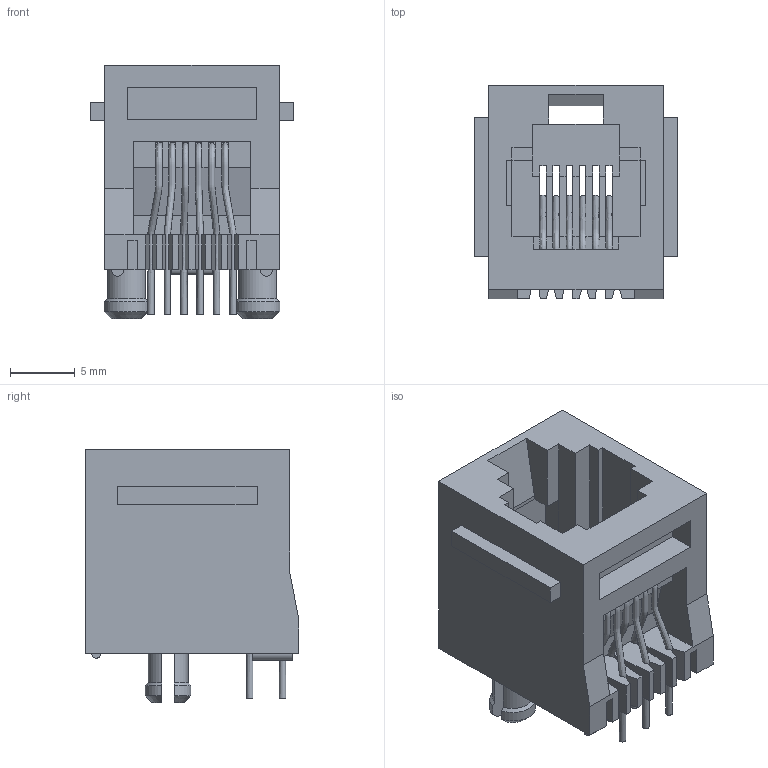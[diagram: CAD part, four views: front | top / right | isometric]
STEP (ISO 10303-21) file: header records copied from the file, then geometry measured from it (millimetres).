
FILE_DESCRIPTION(/* description */ (''),/* implementation_level */ '2;1');
FILE_NAME(/* name */ 'WURTH_615006138521.stp',/* time_stamp */ '2016-03-15T10:41:26+01:00',/* author */ ('riccim'),/* organization */ ('SolidWorks'),/* preprocessor_version */ 'ST-DEVELOPER v15.5',/* originating_system */ 'AutoCAD Mechanical',/* authorisation */ ' ');
FILE_SCHEMA (('AUTOMOTIVE_DESIGN { 1 0 10303 214 3 1 1 }'));
Length unit declared in the file: millimetre
Products named in the file (1): Product
Bounding box: 15.7 x 16.5 x 19.59 mm (x, y, z)
Volume: 1888.8 mm3; surface area: 2838.6 mm2
Topology: 7 solids, 7 shells, 257 faces, 688 edges, 439 vertices
Faces by surface type: plane 224, cylinder 19, cone 8, bspline 6
Full cylindrical faces by diameter (mm): 1.8 x2
Entity records: 14166 total; most frequent: CARTESIAN_POINT 7743, ORIENTED_EDGE 1368, DIRECTION 1223, EDGE_CURVE 684, LINE 605, VECTOR 605, VERTEX_POINT 437, AXIS2_PLACEMENT_3D 309
